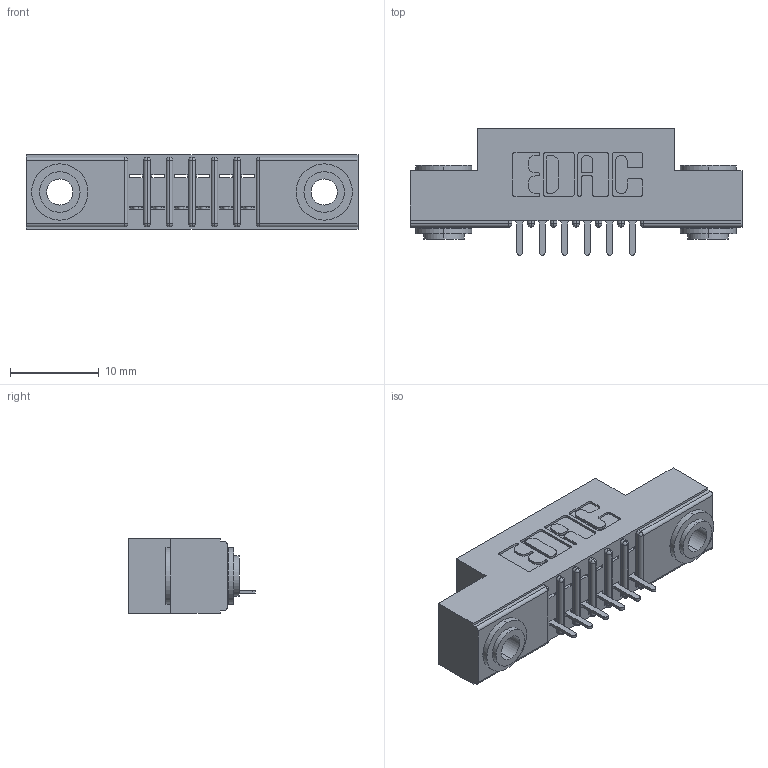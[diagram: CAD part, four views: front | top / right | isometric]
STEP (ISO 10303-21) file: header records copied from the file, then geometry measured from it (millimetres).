
FILE_DESCRIPTION (( 'STEP AP203' ), '1' );
FILE_NAME ('341-006-520-103.STEP', '2019-08-09T15:38:28', ( '' ), ( '' ), 'SwSTEP 2.0', 'SolidWorks 2016', '' );
FILE_SCHEMA (( 'CONFIG_CONTROL_DESIGN' ));
Length unit declared in the file: inch
Products named in the file (4): 341-006-520-103; 341 Part_.156 (3.96) Dia Mounting Holes; 345-250-002_345-250-002-102; 341-292-001_341-292-120
Assembly tree (9 placements, depth 2):
  341-006-520-103
    341 Part_.156 (3.96) Dia Mounting Holes
    341-292-001_341-292-120  x6
    345-250-002_345-250-002-102  x2
Bounding box: 37.47 x 14.27 x 8.38 mm (x, y, z)
Volume: 2135.2 mm3; surface area: 3414.6 mm2
Topology: 9 solids, 9 shells, 660 faces, 1850 edges, 1190 vertices
Faces by surface type: plane 398, cylinder 230, sphere 14, torus 10, cone 8
Entity records: 12930 total; most frequent: CARTESIAN_POINT 2157, ORIENTED_EDGE 2136, DIRECTION 2128, EDGE_CURVE 1068, VECTOR 814, LINE 814, VERTEX_POINT 686, AXIS2_PLACEMENT_3D 657
